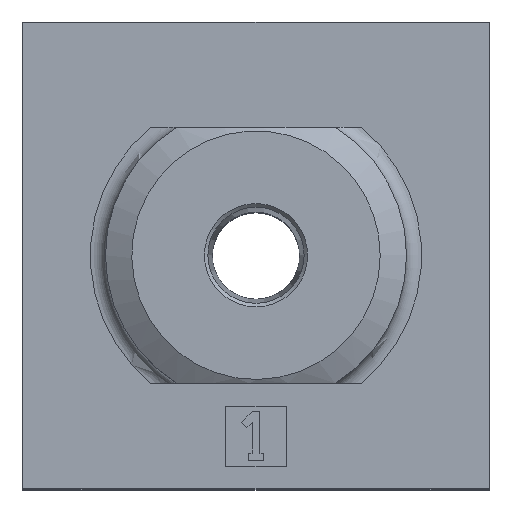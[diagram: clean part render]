
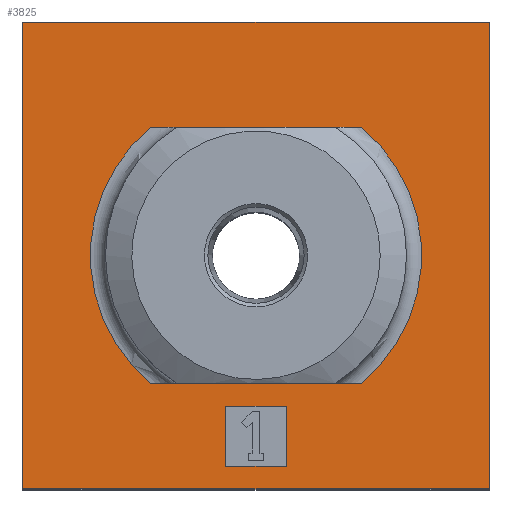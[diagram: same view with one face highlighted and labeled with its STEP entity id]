
A CAD part, top view. The second image highlights one B-rep face of the part: STEP entity #3825.
In plain terms, the highlighted face is planar.
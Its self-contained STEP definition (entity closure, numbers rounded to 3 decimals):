
#225=LINE('',#5710,#666);
#245=LINE('',#5748,#686);
#259=LINE('',#5776,#700);
#260=LINE('',#5777,#701);
#261=LINE('',#5778,#702);
#262=LINE('',#5783,#703);
#263=LINE('',#5786,#704);
#264=LINE('',#5789,#705);
#265=LINE('',#5791,#706);
#266=LINE('',#5793,#707);
#666=VECTOR('',#4572,1000.);
#686=VECTOR('',#4604,1000.);
#700=VECTOR('',#4630,1000.);
#701=VECTOR('',#4631,1000.);
#702=VECTOR('',#4632,1000.);
#703=VECTOR('',#4635,1000.);
#704=VECTOR('',#4638,1000.);
#705=VECTOR('',#4639,1000.);
#706=VECTOR('',#4640,1000.);
#707=VECTOR('',#4641,1000.);
#1233=ORIENTED_EDGE('',*,*,#2297,.T.);
#1234=ORIENTED_EDGE('',*,*,#2283,.F.);
#1235=ORIENTED_EDGE('',*,*,#2298,.F.);
#1236=ORIENTED_EDGE('',*,*,#2263,.T.);
#1237=ORIENTED_EDGE('',*,*,#2299,.F.);
#1238=ORIENTED_EDGE('',*,*,#2300,.F.);
#1239=ORIENTED_EDGE('',*,*,#2301,.F.);
#1240=ORIENTED_EDGE('',*,*,#2302,.F.);
#1241=ORIENTED_EDGE('',*,*,#2303,.F.);
#1242=ORIENTED_EDGE('',*,*,#2304,.F.);
#1243=ORIENTED_EDGE('',*,*,#2305,.F.);
#1244=ORIENTED_EDGE('',*,*,#2306,.F.);
#2263=EDGE_CURVE('',#2798,#2797,#225,.T.);
#2283=EDGE_CURVE('',#2809,#2810,#245,.T.);
#2297=EDGE_CURVE('',#2797,#2810,#259,.T.);
#2298=EDGE_CURVE('',#2798,#2809,#260,.T.);
#2299=EDGE_CURVE('',#2818,#2819,#261,.T.);
#2300=EDGE_CURVE('',#2820,#2818,#3105,.T.);
#2301=EDGE_CURVE('',#2821,#2820,#262,.T.);
#2302=EDGE_CURVE('',#2819,#2821,#3106,.T.);
#2303=EDGE_CURVE('',#2822,#2823,#263,.T.);
#2304=EDGE_CURVE('',#2824,#2822,#264,.T.);
#2305=EDGE_CURVE('',#2825,#2824,#265,.T.);
#2306=EDGE_CURVE('',#2823,#2825,#266,.T.);
#2797=VERTEX_POINT('',#5709);
#2798=VERTEX_POINT('',#5711);
#2809=VERTEX_POINT('',#5747);
#2810=VERTEX_POINT('',#5749);
#2818=VERTEX_POINT('',#5779);
#2819=VERTEX_POINT('',#5780);
#2820=VERTEX_POINT('',#5782);
#2821=VERTEX_POINT('',#5784);
#2822=VERTEX_POINT('',#5787);
#2823=VERTEX_POINT('',#5788);
#2824=VERTEX_POINT('',#5790);
#2825=VERTEX_POINT('',#5792);
#3105=CIRCLE('',#4104,22.);
#3106=CIRCLE('',#4105,22.);
#3205=EDGE_LOOP('',(#1233,#1234,#1235,#1236));
#3206=EDGE_LOOP('',(#1237,#1238,#1239,#1240));
#3207=EDGE_LOOP('',(#1241,#1242,#1243,#1244));
#3438=FACE_BOUND('',#3205,.T.);
#3439=FACE_BOUND('',#3206,.T.);
#3440=FACE_BOUND('',#3207,.T.);
#3659=PLANE('',#4103);
#3825=ADVANCED_FACE('',(#3438,#3439,#3440),#3659,.F.);
#4103=AXIS2_PLACEMENT_3D('',#5775,#4628,#4629);
#4104=AXIS2_PLACEMENT_3D('',#5781,#4633,#4634);
#4105=AXIS2_PLACEMENT_3D('',#5785,#4636,#4637);
#4572=DIRECTION('',(-1.,0.,0.));
#4604=DIRECTION('',(-1.,0.,0.));
#4628=DIRECTION('',(0.,0.,1.));
#4629=DIRECTION('',(1.,0.,0.));
#4630=DIRECTION('',(0.,1.,0.));
#4631=DIRECTION('',(0.,1.,0.));
#4632=DIRECTION('',(1.,0.,0.));
#4633=DIRECTION('',(0.,0.,-1.));
#4634=DIRECTION('',(-1.,0.,0.));
#4635=DIRECTION('',(-1.,0.,0.));
#4636=DIRECTION('',(0.,0.,-1.));
#4637=DIRECTION('',(-1.,0.,0.));
#4638=DIRECTION('',(1.,0.,0.));
#4639=DIRECTION('',(0.,1.,0.));
#4640=DIRECTION('',(-1.,0.,0.));
#4641=DIRECTION('',(0.,-1.,0.));
#5709=CARTESIAN_POINT('',(-31.,-31.,0.));
#5710=CARTESIAN_POINT('',(31.,-31.,0.));
#5711=CARTESIAN_POINT('',(31.,-31.,0.));
#5747=CARTESIAN_POINT('',(31.,31.,0.));
#5748=CARTESIAN_POINT('',(31.,31.,0.));
#5749=CARTESIAN_POINT('',(-31.,31.,0.));
#5775=CARTESIAN_POINT('',(31.,-31.,0.));
#5776=CARTESIAN_POINT('',(-31.,-31.,0.));
#5777=CARTESIAN_POINT('',(31.,-31.,0.));
#5778=CARTESIAN_POINT('',(0.,17.,0.));
#5779=CARTESIAN_POINT('',(-13.964,17.,0.));
#5780=CARTESIAN_POINT('',(13.964,17.,0.));
#5781=CARTESIAN_POINT('',(0.,0.,0.));
#5782=CARTESIAN_POINT('',(-13.964,-17.,0.));
#5783=CARTESIAN_POINT('',(0.,-17.,0.));
#5784=CARTESIAN_POINT('',(13.964,-17.,0.));
#5785=CARTESIAN_POINT('',(0.,0.,0.));
#5786=CARTESIAN_POINT('',(31.,-20.,0.));
#5787=CARTESIAN_POINT('',(-4.,-20.,0.));
#5788=CARTESIAN_POINT('',(4.,-20.,0.));
#5789=CARTESIAN_POINT('',(-4.,-31.,0.));
#5790=CARTESIAN_POINT('',(-4.,-28.,0.));
#5791=CARTESIAN_POINT('',(31.,-28.,0.));
#5792=CARTESIAN_POINT('',(4.,-28.,0.));
#5793=CARTESIAN_POINT('',(4.,-31.,0.));
